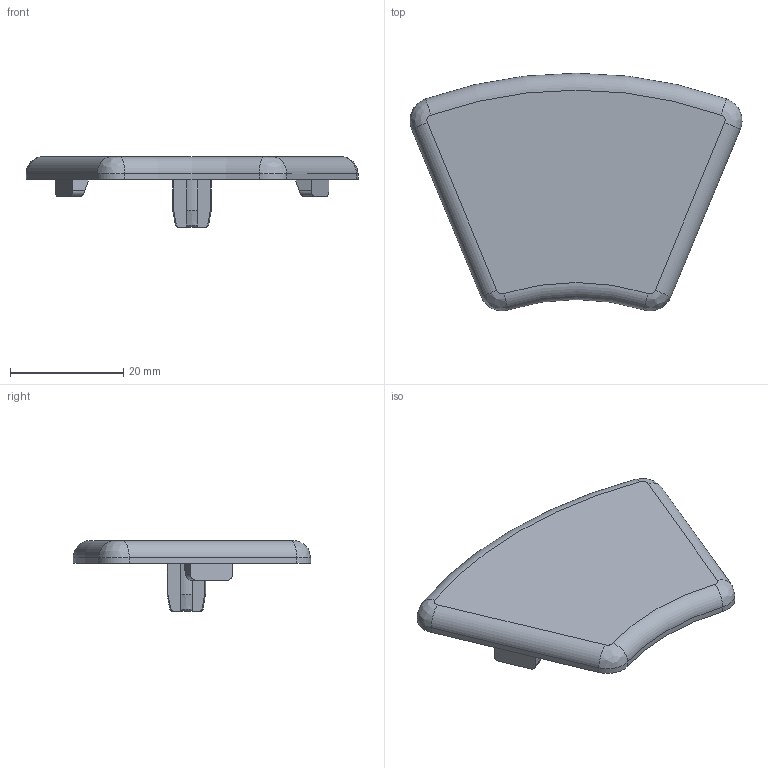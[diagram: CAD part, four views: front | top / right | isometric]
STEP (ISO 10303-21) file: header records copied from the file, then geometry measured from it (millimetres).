
FILE_DESCRIPTION(/* description */ ('Abdeckkappe R40xR80 45° lichtgrau'),/* implementation_level */ '2;1');
FILE_NAME(/* name */ '281005036 Abdeckkappe R40xR80 - 45 lichtgrau.stp',/* time_stamp */ '2020-10-26T15:32:28+01:00',/* author */ ('wheldmann'),/* organization */ (''),/* preprocessor_version */ 'ST-DEVELOPER v17.2',/* originating_system */ 'Autodesk Inventor 2019',/* authorisation */ ' ');
FILE_SCHEMA (('AUTOMOTIVE_DESIGN { 1 0 10303 214 3 1 1 }'));
Length unit declared in the file: millimetre
Products named in the file (1): 281005036
Bounding box: 58.68 x 41.99 x 12.5 mm (x, y, z)
Volume: 6115.2 mm3; surface area: 4684.5 mm2
Topology: 1 solids, 1 shells, 64 faces, 172 edges, 112 vertices
Faces by surface type: plane 28, cylinder 18, torus 10, cone 4, bspline 4
Entity records: 2477 total; most frequent: CARTESIAN_POINT 859, ORIENTED_EDGE 344, DIRECTION 320, EDGE_CURVE 172, AXIS2_PLACEMENT_3D 115, VERTEX_POINT 112, LINE 90, VECTOR 90
